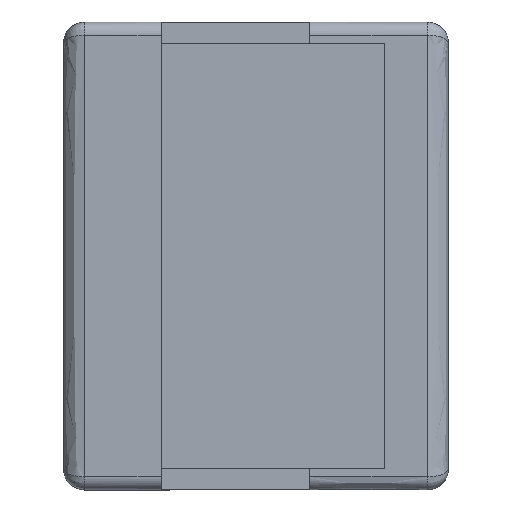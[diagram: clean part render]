
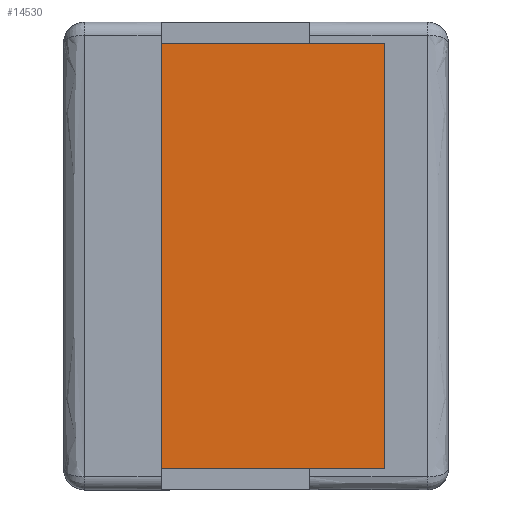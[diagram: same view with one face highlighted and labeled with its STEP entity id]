
A CAD part, left-side view. The second image highlights one B-rep face of the part: STEP entity #14530.
In plain terms, the highlighted planar face has unit normal (-1, 0, 0).
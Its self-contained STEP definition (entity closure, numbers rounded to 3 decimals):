
#7200=CARTESIAN_POINT('',(18.707,-32.343,1.625));
#7210=VERTEX_POINT('',#7200);
#7380=CARTESIAN_POINT('',(18.707,-16.313,1.625));
#7390=VERTEX_POINT('',#7380);
#7420=CARTESIAN_POINT('',(18.707,0.,1.625));
#7430=DIRECTION('',(0.,1.,0.));
#7440=VECTOR('',#7430,1.);
#7450=LINE('',#7420,#7440);
#7460=EDGE_CURVE('',#7210,#7390,#7450,.T.);
#7690=CARTESIAN_POINT('',(18.707,-32.343,11.75));
#7700=VERTEX_POINT('',#7690);
#8440=CARTESIAN_POINT('',(18.707,-32.343,0.));
#8450=DIRECTION('',(0.,0.,1.));
#8460=VECTOR('',#8450,1.);
#8470=LINE('',#8440,#8460);
#8480=EDGE_CURVE('',#7210,#7700,#8470,.T.);
#14300=CARTESIAN_POINT('',(18.707,-24.433,7.25));
#14310=DIRECTION('',(1.,0.,0.));
#14320=DIRECTION('',(0.,-1.,0.));
#14330=AXIS2_PLACEMENT_3D('',#14300,#14310,#14320);
#14340=PLANE('',#14330);
#14350=ORIENTED_EDGE('',*,*,#8480,.T.);
#14360=ORIENTED_EDGE('',*,*,#7460,.F.);
#14370=CARTESIAN_POINT('',(18.707,-16.313,0.));
#14380=DIRECTION('',(0.,0.,-1.));
#14390=VECTOR('',#14380,1.);
#14400=LINE('',#14370,#14390);
#14410=CARTESIAN_POINT('',(18.707,-16.313,11.75));
#14420=VERTEX_POINT('',#14410);
#14430=EDGE_CURVE('',#14420,#7390,#14400,.T.);
#14440=ORIENTED_EDGE('',*,*,#14430,.T.);
#14450=CARTESIAN_POINT('',(18.707,3.81,11.75));
#14460=DIRECTION('',(0.,-1.,0.));
#14470=VECTOR('',#14460,1.);
#14480=LINE('',#14450,#14470);
#14490=EDGE_CURVE('',#14420,#7700,#14480,.T.);
#14500=ORIENTED_EDGE('',*,*,#14490,.F.);
#14510=EDGE_LOOP('',(#14500,#14440,#14360,#14350));
#14520=FACE_OUTER_BOUND('',#14510,.T.);
#14530=ADVANCED_FACE('',(#14520),#14340,.F.);
